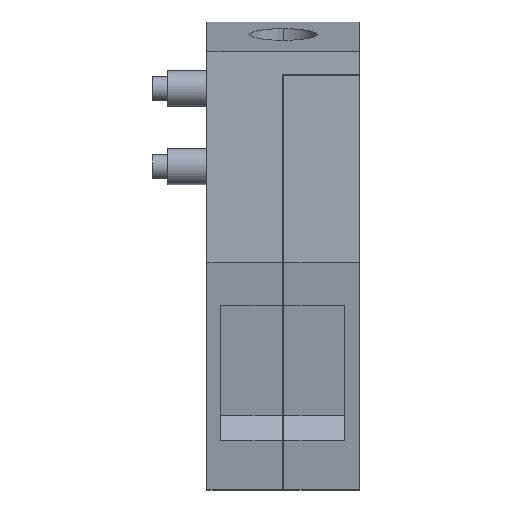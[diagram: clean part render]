
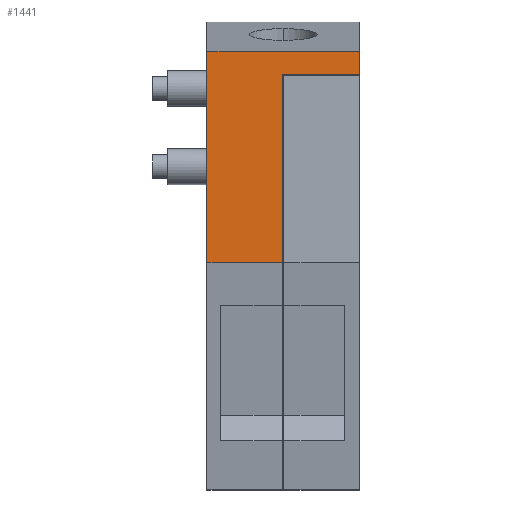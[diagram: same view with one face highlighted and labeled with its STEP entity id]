
A CAD part, top view. The second image highlights one B-rep face of the part: STEP entity #1441.
In plain terms, the highlighted planar face has unit normal (0, 0, 1).
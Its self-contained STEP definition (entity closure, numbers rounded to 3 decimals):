
#1412=AXIS2_PLACEMENT_3D('Plane Axis2P3D',#1409,#1410,#1411) ;
#409=CARTESIAN_POINT('Vertex',(3.6,15.025,42.5)) ;
#412=CARTESIAN_POINT('Line Origine',(3.6,22.025,42.5)) ;
#416=CARTESIAN_POINT('Vertex',(3.6,29.025,42.5)) ;
#854=CARTESIAN_POINT('Line Origine',(8.6,21.275,42.5)) ;
#858=CARTESIAN_POINT('Vertex',(8.6,27.525,42.5)) ;
#860=CARTESIAN_POINT('Vertex',(8.6,15.025,42.5)) ;
#1392=CARTESIAN_POINT('Line Origine',(6.1,15.025,42.5)) ;
#1409=CARTESIAN_POINT('Axis2P3D Location',(13.7,15.025,42.5)) ;
#1414=CARTESIAN_POINT('Line Origine',(13.7,28.275,42.5)) ;
#1418=CARTESIAN_POINT('Vertex',(13.7,29.025,42.5)) ;
#1420=CARTESIAN_POINT('Vertex',(13.7,27.525,42.5)) ;
#1423=CARTESIAN_POINT('Line Origine',(8.65,29.025,42.5)) ;
#1428=CARTESIAN_POINT('Line Origine',(11.15,27.525,42.5)) ;
#413=DIRECTION('Vector Direction',(0.,1.,0.)) ;
#855=DIRECTION('Vector Direction',(0.,-1.,0.)) ;
#1393=DIRECTION('Vector Direction',(-1.,0.,0.)) ;
#1410=DIRECTION('Axis2P3D Direction',(0.,0.,1.)) ;
#1411=DIRECTION('Axis2P3D XDirection',(0.,1.,0.)) ;
#1415=DIRECTION('Vector Direction',(0.,1.,0.)) ;
#1424=DIRECTION('Vector Direction',(-1.,0.,0.)) ;
#1429=DIRECTION('Vector Direction',(1.,0.,0.)) ;
#414=VECTOR('Line Direction',#413,1.) ;
#856=VECTOR('Line Direction',#855,1.) ;
#1394=VECTOR('Line Direction',#1393,1.) ;
#1416=VECTOR('Line Direction',#1415,1.) ;
#1425=VECTOR('Line Direction',#1424,1.) ;
#1430=VECTOR('Line Direction',#1429,1.) ;
#1434=ORIENTED_EDGE('',*,*,#1422,.F.) ;
#1435=ORIENTED_EDGE('',*,*,#1427,.T.) ;
#1436=ORIENTED_EDGE('',*,*,#418,.F.) ;
#1437=ORIENTED_EDGE('',*,*,#1396,.F.) ;
#1438=ORIENTED_EDGE('',*,*,#862,.F.) ;
#1439=ORIENTED_EDGE('',*,*,#1432,.T.) ;
#1441=ADVANCED_FACE('PRIMARY',(#1440),#1413,.T.) ;
#418=EDGE_CURVE('',#410,#417,#415,.T.) ;
#862=EDGE_CURVE('',#859,#861,#857,.T.) ;
#1396=EDGE_CURVE('',#861,#410,#1395,.T.) ;
#1422=EDGE_CURVE('',#1419,#1421,#1417,.F.) ;
#1427=EDGE_CURVE('',#1419,#417,#1426,.T.) ;
#1432=EDGE_CURVE('',#859,#1421,#1431,.T.) ;
#1433=EDGE_LOOP('',(#1434,#1435,#1436,#1437,#1438,#1439)) ;
#1440=FACE_OUTER_BOUND('',#1433,.T.) ;
#415=LINE('Line',#412,#414) ;
#857=LINE('Line',#854,#856) ;
#1395=LINE('Line',#1392,#1394) ;
#1417=LINE('Line',#1414,#1416) ;
#1426=LINE('Line',#1423,#1425) ;
#1431=LINE('Line',#1428,#1430) ;
#1413=PLANE('',#1412) ;
#410=VERTEX_POINT('',#409) ;
#417=VERTEX_POINT('',#416) ;
#859=VERTEX_POINT('',#858) ;
#861=VERTEX_POINT('',#860) ;
#1419=VERTEX_POINT('',#1418) ;
#1421=VERTEX_POINT('',#1420) ;
